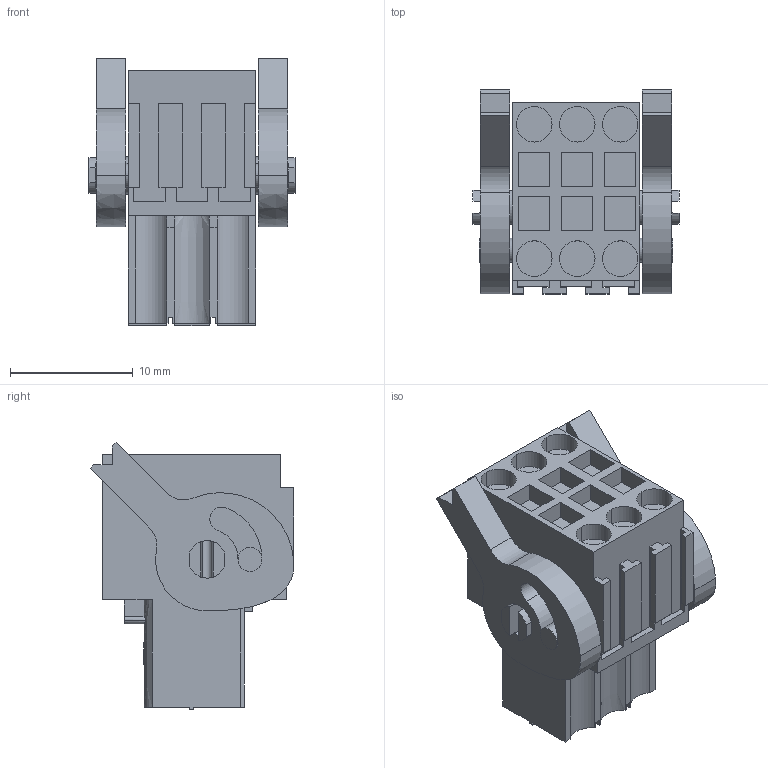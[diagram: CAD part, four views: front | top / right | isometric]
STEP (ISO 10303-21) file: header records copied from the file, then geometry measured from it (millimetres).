
FILE_DESCRIPTION(('CATIA V5 STEP Exchange','CAx-IF Rec.Pracs.--- Model Styling and Organization---1.2---2011-12-15'),'2;1');
FILE_NAME ('D1459967_0_1944750000_1944750000.stp','2017-04-20T09:44:49+00:00',('none'),('Weidmueller'),'CATIA Version 5-6 Release 2014','CATIA V5 STEP AP214','none');
FILE_SCHEMA(('AUTOMOTIVE_DESIGN { 1 0 10303 214 1 1 1 1 }'));
Length unit declared in the file: millimetre
Products named in the file (1): 1944750000
Bounding box: 16.8 x 16.63 x 21.8 mm (x, y, z)
Volume: 2833 mm3; surface area: 2495.3 mm2
Topology: 3 solids, 3 shells, 300 faces, 814 edges, 546 vertices
Faces by surface type: plane 238, cylinder 56, extrusion 6
Entity records: 9232 total; most frequent: CARTESIAN_POINT 1902, ORIENTED_EDGE 1628, DIRECTION 1259, EDGE_CURVE 814, VECTOR 672, LINE 666, VERTEX_POINT 546, AXIS2_PLACEMENT_3D 343
